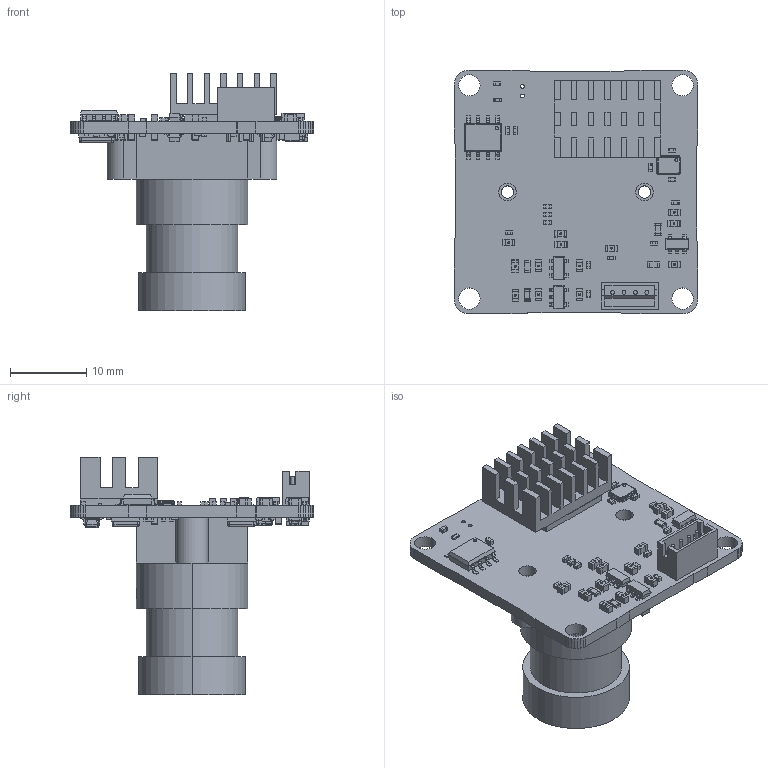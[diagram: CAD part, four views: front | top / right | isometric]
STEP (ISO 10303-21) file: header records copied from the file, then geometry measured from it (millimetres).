
FILE_DESCRIPTION (( 'STEP AP214' ), '1' );
FILE_NAME ('B0576.STEP', '2025-11-11T08:24:13', ( '' ), ( '' ), 'SwSTEP 2.0', 'SolidWorks 2021', '' );
FILE_SCHEMA (( 'AUTOMOTIVE_DESIGN' ));
Length unit declared in the file: millimetre
Products named in the file (1): B0576
Bounding box: 32 x 32 x 31.23 mm (x, y, z)
Volume: 6084.9 mm3; surface area: 6469 mm2
Topology: 212 solids, 212 shells, 4330 faces, 10295 edges, 6140 vertices
Faces by surface type: plane 2761, cylinder 931, sphere 360, bspline 266, torus 12
Entity records: 184931 total; most frequent: CARTESIAN_POINT 39754, ORIENTED_EDGE 19870, DIRECTION 19367, EDGE_CURVE 9935, VECTOR 7509, LINE 7509, VERTEX_POINT 6140, AXIS2_PLACEMENT_3D 5929
